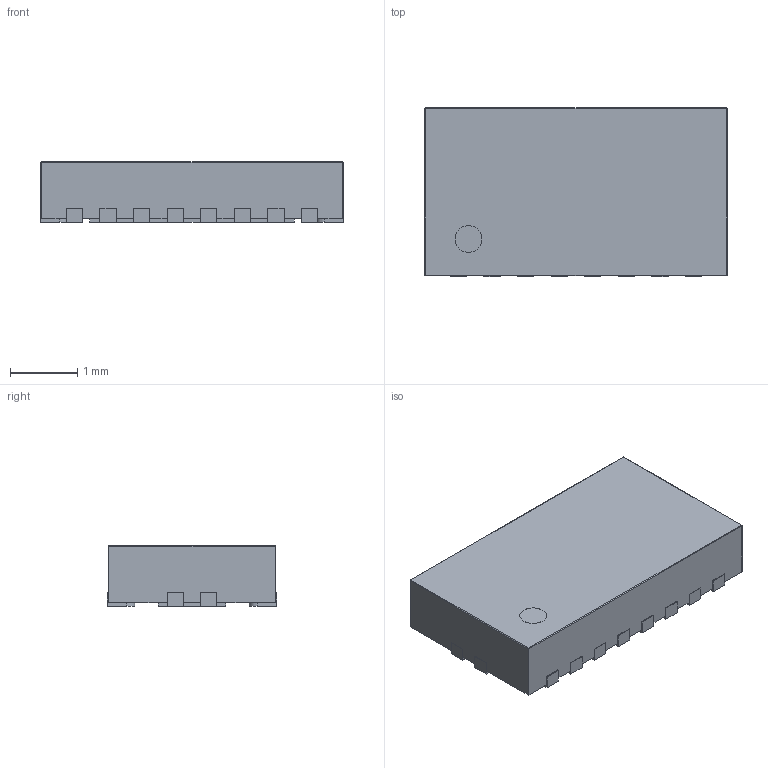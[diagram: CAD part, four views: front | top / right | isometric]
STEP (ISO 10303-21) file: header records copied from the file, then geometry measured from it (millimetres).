
FILE_DESCRIPTION (( 'STEP AP214' ), '1' );
FILE_NAME ('VQFN20D2_5E4_5e0_5.STEP', '2021-04-20T12:04:58', ( 'boksop' ), ( '' ), 'SwSTEP 2.0', 'SolidWorks 2020', '' );
FILE_SCHEMA (( 'AUTOMOTIVE_DESIGN' ));
Length unit declared in the file: millimetre
Products named in the file (1): VQFN20D2_5E4_5e0_5
Bounding box: 4.52 x 2.52 x 0.9 mm (x, y, z)
Volume: 9.8 mm3; surface area: 36.1 mm2
Topology: 1 solids, 1 shells, 166 faces, 478 edges, 312 vertices
Faces by surface type: plane 112, cylinder 50, sphere 4
Entity records: 6604 total; most frequent: CARTESIAN_POINT 953, ORIENTED_EDGE 948, DIRECTION 908, EDGE_CURVE 474, VECTOR 374, LINE 374, VERTEX_POINT 312, AXIS2_PLACEMENT_3D 267
